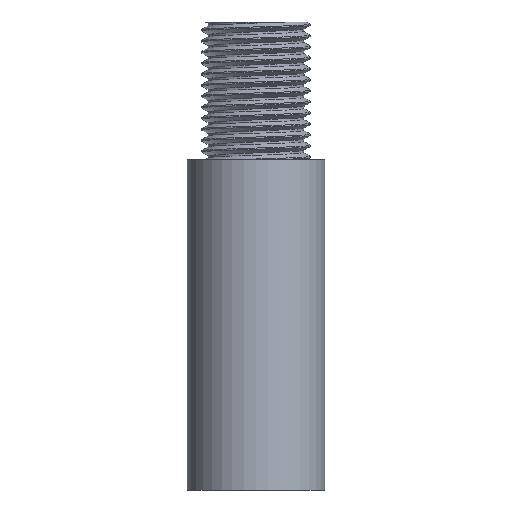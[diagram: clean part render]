
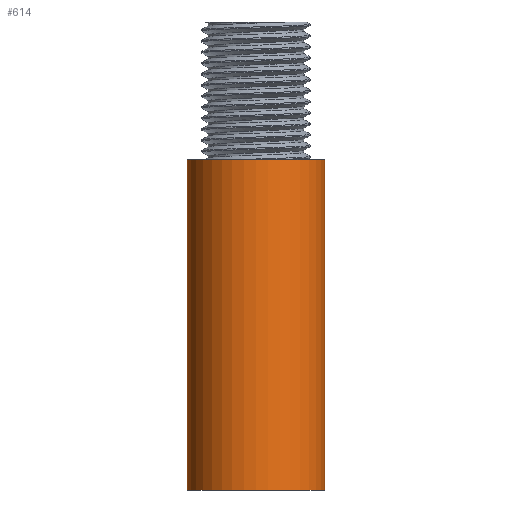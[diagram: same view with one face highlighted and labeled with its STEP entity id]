
A CAD part, front view. The second image highlights one B-rep face of the part: STEP entity #614.
In plain terms, the highlighted cylindrical face has radius 12.5 mm (diameter 25 mm), a full revolution.
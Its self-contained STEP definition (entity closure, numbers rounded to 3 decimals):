
#53=FACE_OUTER_BOUND('',#88,.T.);
#88=EDGE_LOOP('',(#540,#541,#542,#543));
#99=CIRCLE('',#665,12.5);
#101=CIRCLE('',#668,12.5);
#186=LINE('',#4343,#213);
#213=VECTOR('',#774,12.5);
#274=VERTEX_POINT('',#4337);
#275=VERTEX_POINT('',#4341);
#365=EDGE_CURVE('',#274,#274,#99,.T.);
#367=EDGE_CURVE('',#275,#275,#101,.T.);
#368=EDGE_CURVE('',#275,#274,#186,.T.);
#540=ORIENTED_EDGE('',*,*,#367,.F.);
#541=ORIENTED_EDGE('',*,*,#368,.T.);
#542=ORIENTED_EDGE('',*,*,#365,.T.);
#543=ORIENTED_EDGE('',*,*,#368,.F.);
#582=CYLINDRICAL_SURFACE('',#667,12.5);
#614=ADVANCED_FACE('',(#53),#582,.T.);
#665=AXIS2_PLACEMENT_3D('',#4338,#766,#767);
#667=AXIS2_PLACEMENT_3D('',#4340,#770,#771);
#668=AXIS2_PLACEMENT_3D('',#4342,#772,#773);
#766=DIRECTION('center_axis',(0.,0.,-1.));
#767=DIRECTION('ref_axis',(-1.,0.,0.));
#770=DIRECTION('center_axis',(0.,0.,-1.));
#771=DIRECTION('ref_axis',(-1.,0.,0.));
#772=DIRECTION('center_axis',(0.,0.,-1.));
#773=DIRECTION('ref_axis',(-1.,0.,0.));
#774=DIRECTION('',(0.,0.,1.));
#4337=CARTESIAN_POINT('',(-22.5,35.,-499.));
#4338=CARTESIAN_POINT('Origin',(-35.,35.,-499.));
#4340=CARTESIAN_POINT('Origin',(-35.,35.,-499.));
#4341=CARTESIAN_POINT('',(-22.5,35.,-559.));
#4342=CARTESIAN_POINT('Origin',(-35.,35.,-559.));
#4343=CARTESIAN_POINT('',(-22.5,35.,-499.));
